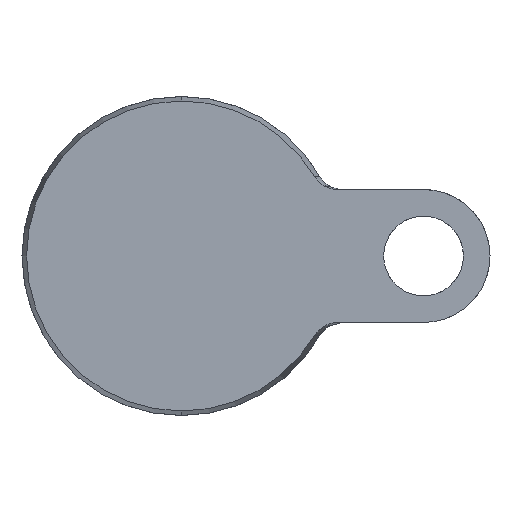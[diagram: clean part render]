
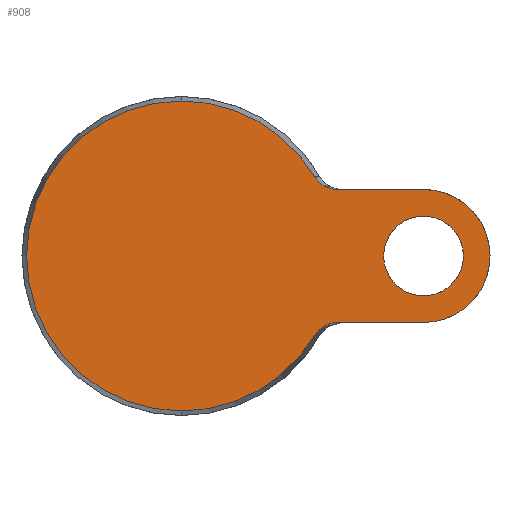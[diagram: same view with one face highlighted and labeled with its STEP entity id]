
A CAD part, front view. The second image highlights one B-rep face of the part: STEP entity #908.
In plain terms, the highlighted planar face has unit normal (0, -1, 0).
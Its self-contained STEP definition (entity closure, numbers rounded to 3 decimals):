
#2 = EDGE_CURVE ( 'NONE', #728, #1120, #256, .T. ) ;
#19 = CARTESIAN_POINT ( 'NONE',  ( 0., 0., 0. ) ) ;
#29 = VERTEX_POINT ( 'NONE', #477 ) ;
#34 = CARTESIAN_POINT ( 'NONE',  ( 15., 0., 12.5 ) ) ;
#58 = DIRECTION ( 'NONE',  ( 0., 1., 0. ) ) ;
#64 = AXIS2_PLACEMENT_3D ( 'NONE', #1054, #58, #981 ) ;
#78 = CARTESIAN_POINT ( 'NONE',  ( 29.374, 0., 12.5 ) ) ;
#98 = VERTEX_POINT ( 'NONE', #961 ) ;
#107 = CARTESIAN_POINT ( 'NONE',  ( 26.495, 0., 13.38 ) ) ;
#119 = DIRECTION ( 'NONE',  ( 0., 0., -1. ) ) ;
#125 = CARTESIAN_POINT ( 'NONE',  ( 29.374, 0., -12.5 ) ) ;
#127 = CARTESIAN_POINT ( 'NONE',  ( 28.933, 0., -12.5 ) ) ;
#158 = CARTESIAN_POINT ( 'NONE',  ( 27.871, 0., -12.72 ) ) ;
#159 = VECTOR ( 'NONE', #795, 1000. ) ;
#164 = EDGE_CURVE ( 'NONE', #1120, #870, #1246, .T. ) ;
#194 = CARTESIAN_POINT ( 'NONE',  ( 45.5, 0., -12.5 ) ) ;
#208 = DIRECTION ( 'NONE',  ( 0., 0., -1. ) ) ;
#213 = CARTESIAN_POINT ( 'NONE',  ( 29.374, 0., 12.5 ) ) ;
#237 = DIRECTION ( 'NONE',  ( 0., -1., 0. ) ) ;
#256 = CIRCLE ( 'NONE', #1167, 29.143 ) ;
#260 = VERTEX_POINT ( 'NONE', #78 ) ;
#267 = CARTESIAN_POINT ( 'NONE',  ( 25.977, 0., -13.784 ) ) ;
#275 = CARTESIAN_POINT ( 'NONE',  ( 27.255, 0., -12.953 ) ) ;
#317 = DIRECTION ( 'NONE',  ( 0., 1., 0. ) ) ;
#339 = CARTESIAN_POINT ( 'NONE',  ( 25.011, 0., 14.959 ) ) ;
#349 = AXIS2_PLACEMENT_3D ( 'NONE', #19, #475, #119 ) ;
#355 = DIRECTION ( 'NONE',  ( 0., 1., 0. ) ) ;
#361 = CARTESIAN_POINT ( 'NONE',  ( 26.144, 0., 13.642 ) ) ;
#363 = DIRECTION ( 'NONE',  ( 0., -1., 0. ) ) ;
#373 = LINE ( 'NONE', #1284, #542 ) ;
#377 = CIRCLE ( 'NONE', #1399, 12.5 ) ;
#378 = CARTESIAN_POINT ( 'NONE',  ( 26.146, 0., -13.64 ) ) ;
#386 = CARTESIAN_POINT ( 'NONE',  ( 0., 0., -29.143 ) ) ;
#427 = AXIS2_PLACEMENT_3D ( 'NONE', #1381, #355, #463 ) ;
#437 = ORIENTED_EDGE ( 'NONE', *, *, #868, .T. ) ;
#441 = CARTESIAN_POINT ( 'NONE',  ( 28.502, 0., 12.556 ) ) ;
#455 = CARTESIAN_POINT ( 'NONE',  ( 25.976, 0., 13.785 ) ) ;
#463 = DIRECTION ( 'NONE',  ( 0., 0., 1. ) ) ;
#470 = FACE_OUTER_BOUND ( 'NONE', #1259, .T. ) ;
#475 = DIRECTION ( 'NONE',  ( 0., -1., 0. ) ) ;
#477 = CARTESIAN_POINT ( 'NONE',  ( 0., 0., 29.143 ) ) ;
#512 = CARTESIAN_POINT ( 'NONE',  ( 45.5, 0., 12.5 ) ) ;
#515 = CIRCLE ( 'NONE', #349, 29.143 ) ;
#528 = ORIENTED_EDGE ( 'NONE', *, *, #893, .F. ) ;
#542 = VECTOR ( 'NONE', #963, 1000. ) ;
#551 = CARTESIAN_POINT ( 'NONE',  ( 27.057, 0., 13.048 ) ) ;
#574 = PLANE ( 'NONE',  #427 ) ;
#581 = CARTESIAN_POINT ( 'NONE',  ( 29.374, 0., -12.5 ) ) ;
#611 = EDGE_LOOP ( 'NONE', ( #1391, #1471 ) ) ;
#658 = AXIS2_PLACEMENT_3D ( 'NONE', #993, #317, #1449 ) ;
#684 = FACE_BOUND ( 'NONE', #611, .T. ) ;
#694 = ORIENTED_EDGE ( 'NONE', *, *, #1242, .F. ) ;
#725 = CARTESIAN_POINT ( 'NONE',  ( 26.497, 0., -13.379 ) ) ;
#728 = VERTEX_POINT ( 'NONE', #386 ) ;
#733 = CARTESIAN_POINT ( 'NONE',  ( 25.011, 0., 14.959 ) ) ;
#753 = EDGE_CURVE ( 'NONE', #770, #1429, #377, .T. ) ;
#756 = EDGE_CURVE ( 'NONE', #98, #790, #776, .T. ) ;
#770 = VERTEX_POINT ( 'NONE', #512 ) ;
#776 = CIRCLE ( 'NONE', #64, 7.5 ) ;
#790 = VERTEX_POINT ( 'NONE', #942 ) ;
#795 = DIRECTION ( 'NONE',  ( 1., 0., 0. ) ) ;
#800 = CIRCLE ( 'NONE', #658, 7.5 ) ;
#813 = B_SPLINE_CURVE_WITH_KNOTS ( 'NONE', 3,
 ( #213, #1379, #441, #1006, #1371, #1148, #551, #1017, #107, #361, #455, #894, #1363, #339 ),
 .UNSPECIFIED., .F., .F.,
 ( 4, 2, 2, 2, 2, 2, 4 ),
 ( 0., 0.001, 0.002, 0.003, 0.003, 0.004, 0.005 ),
 .UNSPECIFIED. ) ;
#816 = CARTESIAN_POINT ( 'NONE',  ( 28.503, 0., -12.556 ) ) ;
#841 = CARTESIAN_POINT ( 'NONE',  ( 25.508, 0., -14.24 ) ) ;
#868 = EDGE_CURVE ( 'NONE', #29, #728, #515, .T. ) ;
#870 = VERTEX_POINT ( 'NONE', #125 ) ;
#893 = EDGE_CURVE ( 'NONE', #260, #770, #1367, .T. ) ;
#894 = CARTESIAN_POINT ( 'NONE',  ( 25.507, 0., 14.24 ) ) ;
#904 = ORIENTED_EDGE ( 'NONE', *, *, #2, .T. ) ;
#908 = ADVANCED_FACE ( 'NONE', ( #470, #684 ), #574, .F. ) ;
#940 = EDGE_CURVE ( 'NONE', #1082, #29, #1469, .T. ) ;
#942 = CARTESIAN_POINT ( 'NONE',  ( 45.5, 0., 7.5 ) ) ;
#961 = CARTESIAN_POINT ( 'NONE',  ( 45.5, 0., -7.5 ) ) ;
#962 = ORIENTED_EDGE ( 'NONE', *, *, #753, .F. ) ;
#963 = DIRECTION ( 'NONE',  ( -1., 0., 0. ) ) ;
#964 = ORIENTED_EDGE ( 'NONE', *, *, #164, .T. ) ;
#969 = EDGE_CURVE ( 'NONE', #790, #98, #800, .T. ) ;
#981 = DIRECTION ( 'NONE',  ( 0., 0., 1. ) ) ;
#993 = CARTESIAN_POINT ( 'NONE',  ( 45.5, 0., 0. ) ) ;
#1005 = ORIENTED_EDGE ( 'NONE', *, *, #1085, .T. ) ;
#1006 = CARTESIAN_POINT ( 'NONE',  ( 27.869, 0., 12.721 ) ) ;
#1007 = DIRECTION ( 'NONE',  ( 0., 0., -1. ) ) ;
#1010 = CARTESIAN_POINT ( 'NONE',  ( 25.011, 0., -14.959 ) ) ;
#1017 = CARTESIAN_POINT ( 'NONE',  ( 26.678, 0., 13.261 ) ) ;
#1037 = CARTESIAN_POINT ( 'NONE',  ( 45.5, 0., 0. ) ) ;
#1041 = CARTESIAN_POINT ( 'NONE',  ( 25.237, 0., -14.58 ) ) ;
#1054 = CARTESIAN_POINT ( 'NONE',  ( 45.5, 0., 0. ) ) ;
#1082 = VERTEX_POINT ( 'NONE', #733 ) ;
#1085 = EDGE_CURVE ( 'NONE', #260, #1082, #813, .T. ) ;
#1106 = DIRECTION ( 'NONE',  ( 0., 0., -1. ) ) ;
#1120 = VERTEX_POINT ( 'NONE', #1010 ) ;
#1148 = CARTESIAN_POINT ( 'NONE',  ( 27.253, 0., 12.954 ) ) ;
#1167 = AXIS2_PLACEMENT_3D ( 'NONE', #1267, #237, #1007 ) ;
#1184 = CARTESIAN_POINT ( 'NONE',  ( 27.662, 0., -12.789 ) ) ;
#1185 = ORIENTED_EDGE ( 'NONE', *, *, #940, .T. ) ;
#1210 = AXIS2_PLACEMENT_3D ( 'NONE', #1266, #363, #1106 ) ;
#1235 = DIRECTION ( 'NONE',  ( 0., 1., 0. ) ) ;
#1242 = EDGE_CURVE ( 'NONE', #1429, #870, #373, .T. ) ;
#1246 = B_SPLINE_CURVE_WITH_KNOTS ( 'NONE', 3,
 ( #1299, #1041, #841, #267, #378, #725, #1382, #275, #1184, #158, #816, #127, #581 ),
 .UNSPECIFIED., .F., .F.,
 ( 4, 2, 2, 1, 2, 2, 4 ),
 ( 0., 0.001, 0.002, 0.003, 0.003, 0.004, 0.005 ),
 .UNSPECIFIED. ) ;
#1259 = EDGE_LOOP ( 'NONE', ( #528, #1005, #1185, #437, #904, #964, #694, #962 ) ) ;
#1266 = CARTESIAN_POINT ( 'NONE',  ( 0., 0., 0. ) ) ;
#1267 = CARTESIAN_POINT ( 'NONE',  ( 0., 0., 0. ) ) ;
#1284 = CARTESIAN_POINT ( 'NONE',  ( 15., 0., -12.5 ) ) ;
#1299 = CARTESIAN_POINT ( 'NONE',  ( 25.011, 0., -14.959 ) ) ;
#1363 = CARTESIAN_POINT ( 'NONE',  ( 25.237, 0., 14.58 ) ) ;
#1367 = LINE ( 'NONE', #34, #159 ) ;
#1371 = CARTESIAN_POINT ( 'NONE',  ( 27.659, 0., 12.79 ) ) ;
#1379 = CARTESIAN_POINT ( 'NONE',  ( 28.933, 0., 12.5 ) ) ;
#1381 = CARTESIAN_POINT ( 'NONE',  ( -29.143, 0., 0. ) ) ;
#1382 = CARTESIAN_POINT ( 'NONE',  ( 26.862, 0., -13.142 ) ) ;
#1391 = ORIENTED_EDGE ( 'NONE', *, *, #756, .T. ) ;
#1399 = AXIS2_PLACEMENT_3D ( 'NONE', #1037, #1235, #208 ) ;
#1429 = VERTEX_POINT ( 'NONE', #194 ) ;
#1449 = DIRECTION ( 'NONE',  ( 0., 0., 1. ) ) ;
#1469 = CIRCLE ( 'NONE', #1210, 29.143 ) ;
#1471 = ORIENTED_EDGE ( 'NONE', *, *, #969, .T. ) ;
